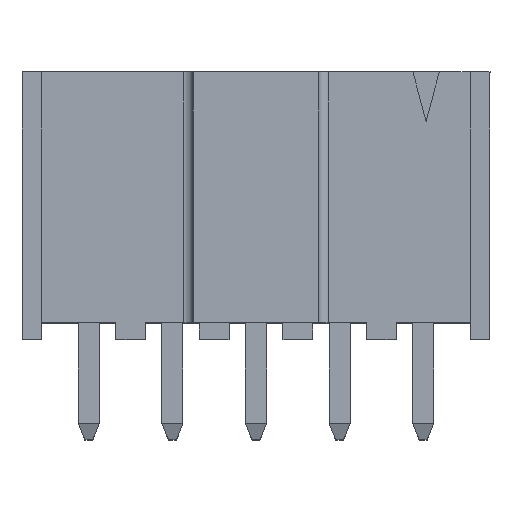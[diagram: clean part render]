
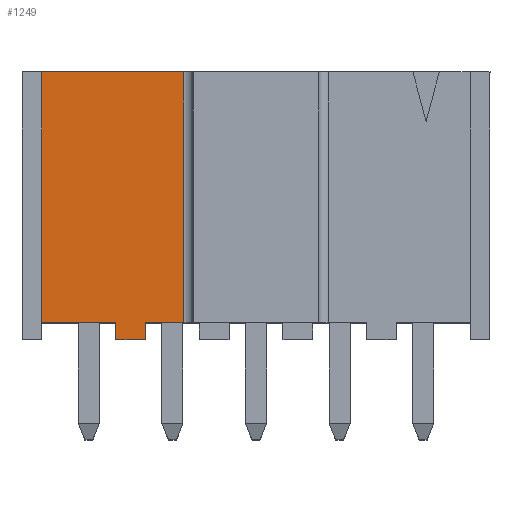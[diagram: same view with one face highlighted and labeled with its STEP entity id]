
A CAD part, top view. The second image highlights one B-rep face of the part: STEP entity #1249.
In plain terms, the highlighted planar face has unit normal (0, 0, 1).
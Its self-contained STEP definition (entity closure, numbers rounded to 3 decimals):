
#107=CARTESIAN_POINT('',(0.6,0.51,-0.5));
#108=VERTEX_POINT('',#107);
#115=CARTESIAN_POINT('',(0.6,8.13,-0.5));
#116=VERTEX_POINT('',#115);
#117=CARTESIAN_POINT('',(0.6,0.51,-0.5));
#118=DIRECTION('',(0.,1.,0.));
#119=VECTOR('',#118,7.62);
#120=LINE('',#117,#119);
#121=EDGE_CURVE('',#108,#116,#120,.T.);
#270=CARTESIAN_POINT('',(4.91,8.13,-0.5));
#271=VERTEX_POINT('',#270);
#272=CARTESIAN_POINT('',(0.6,8.13,-0.5));
#273=DIRECTION('',(1.,0.,0.));
#274=VECTOR('',#273,4.31);
#275=LINE('',#272,#274);
#276=EDGE_CURVE('',#116,#271,#275,.T.);
#1055=CARTESIAN_POINT('',(2.85,0.51,-0.5));
#1056=VERTEX_POINT('',#1055);
#1063=CARTESIAN_POINT('',(2.85,0.51,-0.5));
#1064=DIRECTION('',(-1.,0.,0.));
#1065=VECTOR('',#1064,2.25);
#1066=LINE('',#1063,#1065);
#1067=EDGE_CURVE('',#1056,#108,#1066,.T.);
#1201=CARTESIAN_POINT('',(2.755,4.065,-0.5));
#1202=DIRECTION('',(-1.,0.,0.));
#1203=DIRECTION('',(0.,0.,1.));
#1204=AXIS2_PLACEMENT_3D('',#1201,#1203,#1202);
#1205=PLANE('',#1204);
#1206=CARTESIAN_POINT('',(2.85,0.,-0.5));
#1207=VERTEX_POINT('',#1206);
#1208=CARTESIAN_POINT('',(3.75,0.,-0.5));
#1209=VERTEX_POINT('',#1208);
#1210=CARTESIAN_POINT('',(2.85,0.,-0.5));
#1211=DIRECTION('',(1.,0.,0.));
#1212=VECTOR('',#1211,0.9);
#1213=LINE('',#1210,#1212);
#1214=EDGE_CURVE('',#1207,#1209,#1213,.T.);
#1215=ORIENTED_EDGE('',*,*,#1214,.T.);
#1216=CARTESIAN_POINT('',(3.75,0.51,-0.5));
#1217=VERTEX_POINT('',#1216);
#1218=CARTESIAN_POINT('',(3.75,0.,-0.5));
#1219=DIRECTION('',(0.,1.,0.));
#1220=VECTOR('',#1219,0.51);
#1221=LINE('',#1218,#1220);
#1222=EDGE_CURVE('',#1209,#1217,#1221,.T.);
#1223=ORIENTED_EDGE('',*,*,#1222,.T.);
#1224=CARTESIAN_POINT('',(4.91,0.51,-0.5));
#1225=VERTEX_POINT('',#1224);
#1226=CARTESIAN_POINT('',(3.75,0.51,-0.5));
#1227=DIRECTION('',(1.,0.,0.));
#1228=VECTOR('',#1227,1.16);
#1229=LINE('',#1226,#1228);
#1230=EDGE_CURVE('',#1217,#1225,#1229,.T.);
#1231=ORIENTED_EDGE('',*,*,#1230,.T.);
#1232=CARTESIAN_POINT('',(4.91,0.51,-0.5));
#1233=DIRECTION('',(0.,1.,0.));
#1234=VECTOR('',#1233,7.62);
#1235=LINE('',#1232,#1234);
#1236=EDGE_CURVE('',#1225,#271,#1235,.T.);
#1237=ORIENTED_EDGE('',*,*,#1236,.T.);
#1238=ORIENTED_EDGE('',*,*,#276,.F.);
#1239=ORIENTED_EDGE('',*,*,#121,.F.);
#1240=ORIENTED_EDGE('',*,*,#1067,.F.);
#1241=CARTESIAN_POINT('',(2.85,0.51,-0.5));
#1242=DIRECTION('',(0.,-1.,0.));
#1243=VECTOR('',#1242,0.51);
#1244=LINE('',#1241,#1243);
#1245=EDGE_CURVE('',#1056,#1207,#1244,.T.);
#1246=ORIENTED_EDGE('',*,*,#1245,.T.);
#1247=EDGE_LOOP('',(#1215,#1223,#1231,#1237,#1238,#1239,#1240,#1246));
#1248=FACE_OUTER_BOUND('',#1247,.T.);
#1249=ADVANCED_FACE('',(#1248),#1205,.T.);
